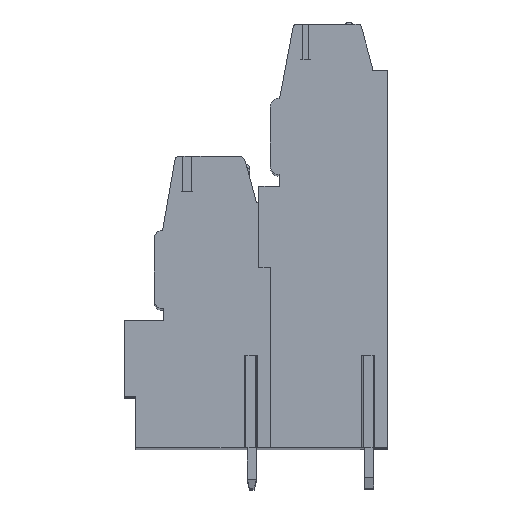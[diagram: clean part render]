
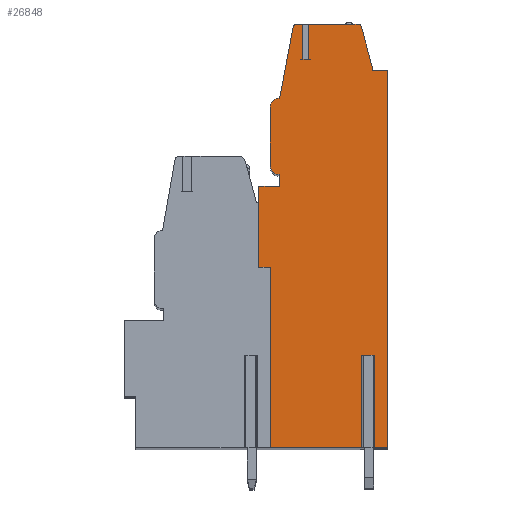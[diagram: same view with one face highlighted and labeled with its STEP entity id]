
A CAD part, top view. The second image highlights one B-rep face of the part: STEP entity #26848.
In plain terms, the highlighted planar face has unit normal (0, 0, 1).
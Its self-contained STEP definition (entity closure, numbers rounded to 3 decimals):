
#13=DIRECTION('',(0.,1.,0.));
#14=VECTOR('',#13,15.6);
#15=CARTESIAN_POINT('',(1.,-19.1,93.98));
#16=LINE('',#15,#14);
#17=DIRECTION('',(1.,0.,0.));
#18=VECTOR('',#17,1.);
#19=CARTESIAN_POINT('',(0.,-3.5,93.98));
#20=LINE('',#19,#18);
#21=DIRECTION('',(-1.,0.,0.));
#22=VECTOR('',#21,1.8);
#23=CARTESIAN_POINT('',(1.8,3.5,93.98));
#24=LINE('',#23,#22);
#25=DIRECTION('',(0.,-1.,0.));
#26=VECTOR('',#25,1.);
#27=CARTESIAN_POINT('',(1.8,4.5,93.98));
#28=LINE('',#27,#26);
#29=CARTESIAN_POINT('',(1.8,5.3,93.98));
#30=DIRECTION('',(0.,0.,1.));
#31=DIRECTION('',(-1.,0.,0.));
#32=AXIS2_PLACEMENT_3D('',#29,#30,#31);
#34=DIRECTION('',(0.,-1.,0.));
#35=VECTOR('',#34,5.);
#36=CARTESIAN_POINT('',(1.,10.3,93.98));
#37=LINE('',#36,#35);
#38=CARTESIAN_POINT('',(1.8,10.3,93.98));
#39=DIRECTION('',(0.,0.,1.));
#40=DIRECTION('',(0.,1.,0.));
#41=AXIS2_PLACEMENT_3D('',#38,#39,#40);
#43=DIRECTION('',(-0.186,-0.983,0.));
#44=VECTOR('',#43,6.265);
#45=CARTESIAN_POINT('',(2.964,17.256,93.98));
#46=LINE('',#45,#44);
#47=CARTESIAN_POINT('',(3.259,17.2,93.98));
#48=DIRECTION('',(0.,0.,1.));
#49=DIRECTION('',(0.,1.,0.));
#50=AXIS2_PLACEMENT_3D('',#47,#48,#49);
#52=DIRECTION('',(-1.,0.,0.));
#53=VECTOR('',#52,0.551);
#54=CARTESIAN_POINT('',(3.81,17.5,93.98));
#55=LINE('',#54,#53);
#56=DIRECTION('',(0.,-1.,0.));
#57=VECTOR('',#56,3.05);
#58=CARTESIAN_POINT('',(3.81,17.5,93.98));
#59=LINE('',#58,#57);
#60=DIRECTION('',(1.,0.,0.));
#61=VECTOR('',#60,0.5);
#62=CARTESIAN_POINT('',(3.81,14.45,93.98));
#63=LINE('',#62,#61);
#64=DIRECTION('',(0.,-1.,0.));
#65=VECTOR('',#64,3.05);
#66=CARTESIAN_POINT('',(4.31,17.5,93.98));
#67=LINE('',#66,#65);
#68=DIRECTION('',(-1.,0.,0.));
#69=VECTOR('',#68,4.27);
#70=CARTESIAN_POINT('',(8.58,17.5,93.98));
#71=LINE('',#70,#69);
#72=CARTESIAN_POINT('',(8.58,17.2,93.98));
#73=DIRECTION('',(0.,0.,1.));
#74=DIRECTION('',(0.965,0.261,0.));
#75=AXIS2_PLACEMENT_3D('',#72,#73,#74);
#77=DIRECTION('',(-0.261,0.965,0.));
#78=VECTOR('',#77,3.539);
#79=CARTESIAN_POINT('',(9.792,13.861,93.98));
#80=LINE('',#79,#78);
#81=DIRECTION('',(-0.035,0.999,0.));
#82=VECTOR('',#81,0.361);
#83=CARTESIAN_POINT('',(9.805,13.5,93.98));
#84=LINE('',#83,#82);
#85=DIRECTION('',(-1.,0.,0.));
#86=VECTOR('',#85,1.355);
#87=CARTESIAN_POINT('',(11.16,13.5,93.98));
#88=LINE('',#87,#86);
#89=DIRECTION('',(0.,1.,0.));
#90=VECTOR('',#89,32.6);
#91=CARTESIAN_POINT('',(11.16,-19.1,93.98));
#92=LINE('',#91,#90);
#93=DIRECTION('',(1.,0.,0.));
#94=VECTOR('',#93,1.39);
#95=CARTESIAN_POINT('',(9.77,-19.1,93.98));
#96=LINE('',#95,#94);
#97=DIRECTION('',(0.,1.,0.));
#98=VECTOR('',#97,8.);
#99=CARTESIAN_POINT('',(9.77,-19.1,93.98));
#100=LINE('',#99,#98);
#101=DIRECTION('',(-1.,0.,0.));
#102=VECTOR('',#101,0.62);
#103=CARTESIAN_POINT('',(9.77,-11.1,93.98));
#104=LINE('',#103,#102);
#105=DIRECTION('',(0.,1.,0.));
#106=VECTOR('',#105,8.);
#107=CARTESIAN_POINT('',(9.15,-19.1,93.98));
#108=LINE('',#107,#106);
#109=DIRECTION('',(1.,0.,0.));
#110=VECTOR('',#109,8.15);
#111=CARTESIAN_POINT('',(1.,-19.1,93.98));
#112=LINE('',#111,#110);
#281=DIRECTION('',(0.,-1.,0.));
#282=VECTOR('',#281,7.);
#283=CARTESIAN_POINT('',(0.,3.5,93.98));
#284=LINE('',#283,#282);
#21096=CARTESIAN_POINT('',(11.16,-19.1,93.98));
#21097=CARTESIAN_POINT('',(11.16,13.5,93.98));
#21098=VERTEX_POINT('',#21096);
#21099=VERTEX_POINT('',#21097);
#21100=CARTESIAN_POINT('',(9.805,13.5,93.98));
#21101=VERTEX_POINT('',#21100);
#21102=CARTESIAN_POINT('',(9.792,13.861,93.98));
#21103=VERTEX_POINT('',#21102);
#21104=CARTESIAN_POINT('',(8.87,17.278,93.98));
#21105=VERTEX_POINT('',#21104);
#21106=CARTESIAN_POINT('',(8.58,17.5,93.98));
#21107=VERTEX_POINT('',#21106);
#21108=CARTESIAN_POINT('',(3.259,17.5,93.98));
#21109=CARTESIAN_POINT('',(2.964,17.256,93.98));
#21110=VERTEX_POINT('',#21108);
#21111=VERTEX_POINT('',#21109);
#21112=CARTESIAN_POINT('',(1.8,11.1,93.98));
#21113=VERTEX_POINT('',#21112);
#21114=CARTESIAN_POINT('',(1.,10.3,93.98));
#21115=VERTEX_POINT('',#21114);
#21116=CARTESIAN_POINT('',(1.,5.3,93.98));
#21117=VERTEX_POINT('',#21116);
#21118=CARTESIAN_POINT('',(1.8,4.5,93.98));
#21119=VERTEX_POINT('',#21118);
#21120=CARTESIAN_POINT('',(1.8,3.5,93.98));
#21121=VERTEX_POINT('',#21120);
#21122=CARTESIAN_POINT('',(0.,3.5,93.98));
#21123=VERTEX_POINT('',#21122);
#21208=CARTESIAN_POINT('',(9.77,-11.1,93.98));
#21209=CARTESIAN_POINT('',(9.15,-11.1,93.98));
#21210=VERTEX_POINT('',#21208);
#21211=VERTEX_POINT('',#21209);
#21212=CARTESIAN_POINT('',(9.77,-19.1,93.98));
#21213=VERTEX_POINT('',#21212);
#21214=CARTESIAN_POINT('',(9.15,-19.1,93.98));
#21215=VERTEX_POINT('',#21214);
#21216=CARTESIAN_POINT('',(1.,-19.1,93.98));
#21217=VERTEX_POINT('',#21216);
#21254=CARTESIAN_POINT('',(3.81,14.45,93.98));
#21255=CARTESIAN_POINT('',(4.31,14.45,93.98));
#21256=VERTEX_POINT('',#21254);
#21257=VERTEX_POINT('',#21255);
#21258=CARTESIAN_POINT('',(3.81,17.5,93.98));
#21259=VERTEX_POINT('',#21258);
#21264=CARTESIAN_POINT('',(4.31,17.5,93.98));
#21265=VERTEX_POINT('',#21264);
#26375=CARTESIAN_POINT('',(1.,-3.5,93.98));
#26376=VERTEX_POINT('',#26375);
#26377=CARTESIAN_POINT('',(0.,-3.5,93.98));
#26378=VERTEX_POINT('',#26377);
#26791=CARTESIAN_POINT('',(0.,0.,93.98));
#26792=DIRECTION('',(0.,0.,1.));
#26793=DIRECTION('',(1.,0.,0.));
#26794=AXIS2_PLACEMENT_3D('',#26791,#26792,#26793);
#26795=PLANE('',#26794);
#26797=ORIENTED_EDGE('',*,*,#26796,.T.);
#26799=ORIENTED_EDGE('',*,*,#26798,.F.);
#26801=ORIENTED_EDGE('',*,*,#26800,.F.);
#26803=ORIENTED_EDGE('',*,*,#26802,.F.);
#26805=ORIENTED_EDGE('',*,*,#26804,.F.);
#26807=ORIENTED_EDGE('',*,*,#26806,.F.);
#26809=ORIENTED_EDGE('',*,*,#26808,.F.);
#26811=ORIENTED_EDGE('',*,*,#26810,.F.);
#26813=ORIENTED_EDGE('',*,*,#26812,.F.);
#26815=ORIENTED_EDGE('',*,*,#26814,.F.);
#26817=ORIENTED_EDGE('',*,*,#26816,.F.);
#26819=ORIENTED_EDGE('',*,*,#26818,.T.);
#26821=ORIENTED_EDGE('',*,*,#26820,.T.);
#26823=ORIENTED_EDGE('',*,*,#26822,.F.);
#26825=ORIENTED_EDGE('',*,*,#26824,.F.);
#26827=ORIENTED_EDGE('',*,*,#26826,.F.);
#26829=ORIENTED_EDGE('',*,*,#26828,.F.);
#26831=ORIENTED_EDGE('',*,*,#26830,.F.);
#26833=ORIENTED_EDGE('',*,*,#26832,.F.);
#26835=ORIENTED_EDGE('',*,*,#26834,.F.);
#26837=ORIENTED_EDGE('',*,*,#26836,.F.);
#26839=ORIENTED_EDGE('',*,*,#26838,.T.);
#26841=ORIENTED_EDGE('',*,*,#26840,.T.);
#26843=ORIENTED_EDGE('',*,*,#26842,.F.);
#26845=ORIENTED_EDGE('',*,*,#26844,.F.);
#26846=EDGE_LOOP('',(#26797,#26799,#26801,#26803,#26805,#26807,#26809,#26811,
#26813,#26815,#26817,#26819,#26821,#26823,#26825,#26827,#26829,#26831,#26833,
#26835,#26837,#26839,#26841,#26843,#26845));
#26847=FACE_OUTER_BOUND('',#26846,.F.);
#33=CIRCLE('',#32,0.8);
#42=CIRCLE('',#41,0.8);
#51=CIRCLE('',#50,0.3);
#76=CIRCLE('',#75,0.3);
#26796=EDGE_CURVE('',#21217,#26376,#16,.T.);
#26798=EDGE_CURVE('',#26378,#26376,#20,.T.);
#26800=EDGE_CURVE('',#21123,#26378,#284,.T.);
#26802=EDGE_CURVE('',#21121,#21123,#24,.T.);
#26804=EDGE_CURVE('',#21119,#21121,#28,.T.);
#26806=EDGE_CURVE('',#21117,#21119,#33,.T.);
#26808=EDGE_CURVE('',#21115,#21117,#37,.T.);
#26810=EDGE_CURVE('',#21113,#21115,#42,.T.);
#26812=EDGE_CURVE('',#21111,#21113,#46,.T.);
#26814=EDGE_CURVE('',#21110,#21111,#51,.T.);
#26816=EDGE_CURVE('',#21259,#21110,#55,.T.);
#26818=EDGE_CURVE('',#21259,#21256,#59,.T.);
#26820=EDGE_CURVE('',#21256,#21257,#63,.T.);
#26822=EDGE_CURVE('',#21265,#21257,#67,.T.);
#26824=EDGE_CURVE('',#21107,#21265,#71,.T.);
#26826=EDGE_CURVE('',#21105,#21107,#76,.T.);
#26828=EDGE_CURVE('',#21103,#21105,#80,.T.);
#26830=EDGE_CURVE('',#21101,#21103,#84,.T.);
#26832=EDGE_CURVE('',#21099,#21101,#88,.T.);
#26834=EDGE_CURVE('',#21098,#21099,#92,.T.);
#26836=EDGE_CURVE('',#21213,#21098,#96,.T.);
#26838=EDGE_CURVE('',#21213,#21210,#100,.T.);
#26840=EDGE_CURVE('',#21210,#21211,#104,.T.);
#26842=EDGE_CURVE('',#21215,#21211,#108,.T.);
#26844=EDGE_CURVE('',#21217,#21215,#112,.T.);
#26848=ADVANCED_FACE('',(#26847),#26795,.T.);
